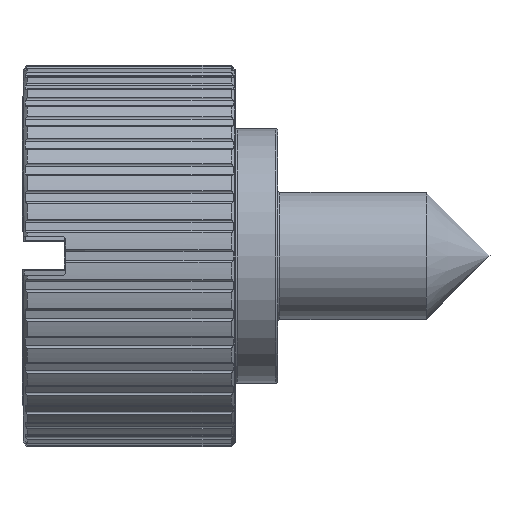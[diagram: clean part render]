
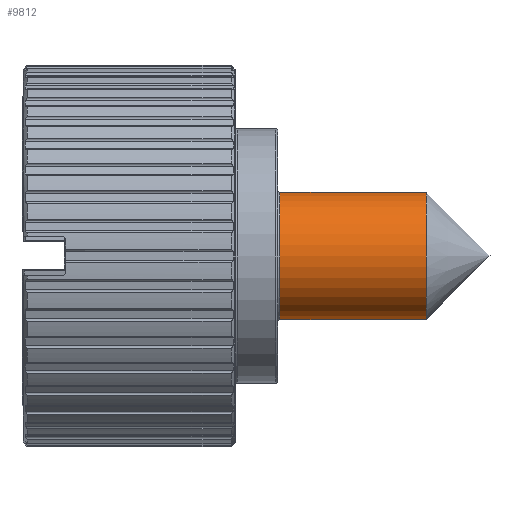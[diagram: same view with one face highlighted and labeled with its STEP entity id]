
A CAD part, left-side view. The second image highlights one B-rep face of the part: STEP entity #9812.
In plain terms, the highlighted cylindrical face has radius 3 mm (diameter 6 mm), a full revolution.
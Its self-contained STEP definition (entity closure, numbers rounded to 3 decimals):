
#1316=CYLINDRICAL_SURFACE('',#10593,3.);
#2359=FACE_BOUND('',#3289,.T.);
#2726=FACE_OUTER_BOUND('',#3288,.T.);
#3288=EDGE_LOOP('',(#8582));
#3289=EDGE_LOOP('',(#8583));
#3699=CIRCLE('',#10592,3.);
#3700=CIRCLE('',#10594,3.);
#4616=VERTEX_POINT('',#19536);
#4617=VERTEX_POINT('',#19539);
#5995=EDGE_CURVE('',#4616,#4616,#3699,.T.);
#5996=EDGE_CURVE('',#4617,#4617,#3700,.T.);
#8582=ORIENTED_EDGE('',*,*,#5996,.T.);
#8583=ORIENTED_EDGE('',*,*,#5995,.F.);
#9812=ADVANCED_FACE('',(#2726,#2359),#1316,.T.);
#10592=AXIS2_PLACEMENT_3D('',#19537,#12374,#12375);
#10593=AXIS2_PLACEMENT_3D('',#19538,#12376,#12377);
#10594=AXIS2_PLACEMENT_3D('',#19540,#12378,#12379);
#12374=DIRECTION('center_axis',(0.,1.,0.));
#12375=DIRECTION('ref_axis',(1.,0.,0.));
#12376=DIRECTION('center_axis',(0.,1.,0.));
#12377=DIRECTION('ref_axis',(-1.,0.,0.));
#12378=DIRECTION('center_axis',(0.,1.,0.));
#12379=DIRECTION('ref_axis',(1.,0.,0.));
#19536=CARTESIAN_POINT('',(-3.,-2.1,0.));
#19537=CARTESIAN_POINT('Origin',(0.,-2.1,
0.));
#19538=CARTESIAN_POINT('Origin',(0.,-5.5,0.));
#19539=CARTESIAN_POINT('',(-3.,-9.,0.));
#19540=CARTESIAN_POINT('Origin',(0.,-9.,0.));
